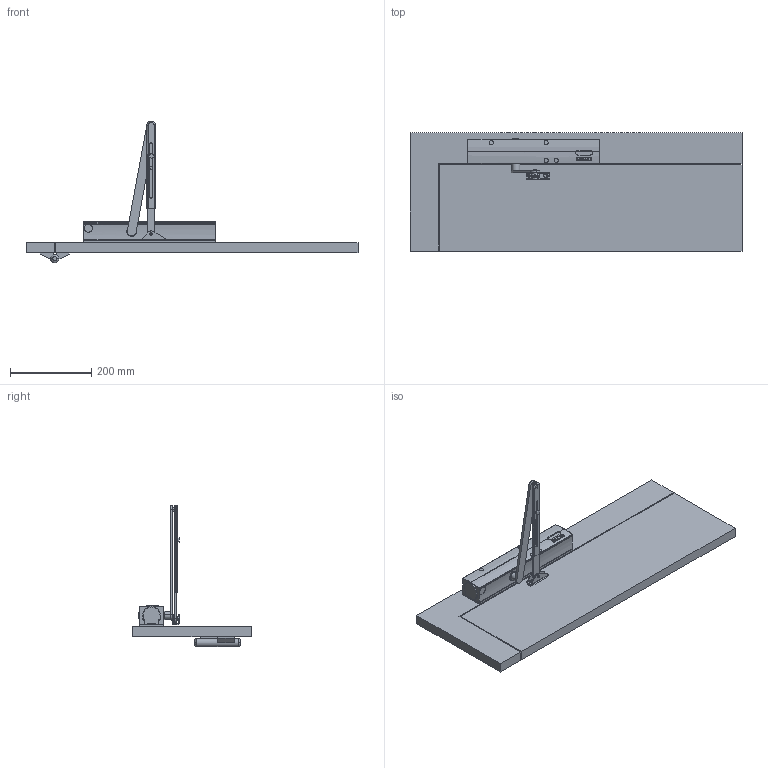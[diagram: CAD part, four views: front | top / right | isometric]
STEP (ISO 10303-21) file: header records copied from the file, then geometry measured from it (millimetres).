
FILE_DESCRIPTION(('OneSpaceDesigner STEP Export'),'2;1');
FILE_NAME('TS4000_E_Bandgegenseite_Kopfmontage_20512-K-002_M_Montageplatte.stp','2010-07-15T16:17:11',(''),(''),'OneSpace Designer STEP processor for AP214 (Solid Model)','OneSpace Modeling 15.50B 03-Nov-2007 (C) CoCreate Software GmbH','');
FILE_SCHEMA(('AUTOMOTIVE_DESIGN { 1 0 10303 214 1 1 1 1 }'));
Length unit declared in the file: millimetre
Products named in the file (15): 91420A330.1; Fluegel; Rahmen; TS_5000_Hinge; Hinge; K_Einbau_TS5000; 20510-2-2036_EZ1.1; 20512-2-0488.1; Hebel; 20510-2-2197_AE02; 20510-2-0633_AE09; 20510-2-0634_AE15; TS4000E; MONTAGEPLATTE_TS4000E_TS5000E; TS4000_E_20512-K-002
Assembly tree (17 placements, depth 4):
  TS4000_E_20512-K-002
    MONTAGEPLATTE_TS4000E_TS5000E
    TS4000E
      20510-2-0634_AE15
      20510-2-0633_AE09
      20510-2-2197_AE02
      Hebel
      20512-2-0488.1
      20510-2-2036_EZ1.1
    91420A330.1  x4
    K_Einbau_TS5000
      Hinge
        TS_5000_Hinge
      Rahmen
      Fluegel
Bounding box: 819.5 x 291.4 x 348.92 mm (x, y, z)
Volume: 7028943.8 mm3; surface area: 803196.5 mm2
Topology: 14 solids, 15 shells, 2621 faces, 7090 edges, 4556 vertices
Faces by surface type: plane 981, cylinder 835, cone 598, extrusion 176, torus 24, bspline 7
Entity records: 79329 total; most frequent: CARTESIAN_POINT 33583, ORIENTED_EDGE 10394, DIRECTION 7589, EDGE_CURVE 5197, VERTEX_POINT 3413, VECTOR 3339, LINE 3163, AXIS2_PLACEMENT_3D 2125
